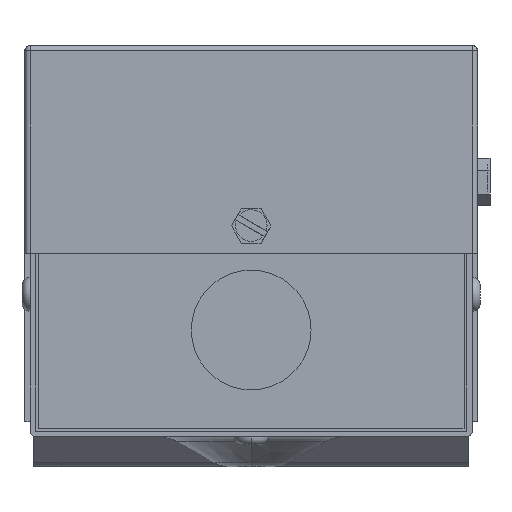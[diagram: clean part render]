
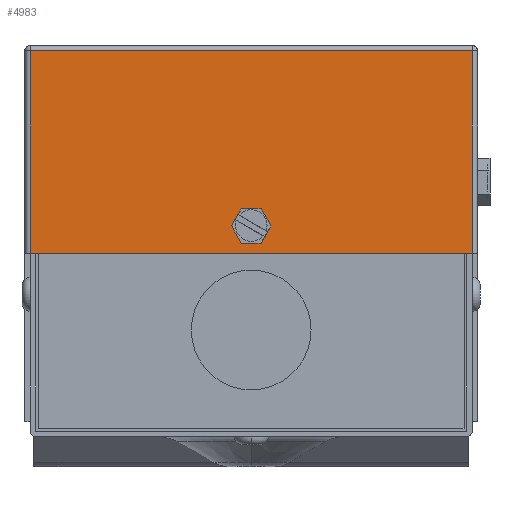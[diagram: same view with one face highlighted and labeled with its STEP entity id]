
A CAD part, front view. The second image highlights one B-rep face of the part: STEP entity #4983.
In plain terms, the highlighted planar face has unit normal (0, -1, 0).
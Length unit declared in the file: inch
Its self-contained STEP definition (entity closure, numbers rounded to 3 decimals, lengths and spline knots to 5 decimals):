
#137 = VECTOR ( 'NONE', #2805, 39.37008 ) ;
#142 = DIRECTION ( 'NONE',  ( 0.5, 0., -0.866 ) ) ;
#202 = DIRECTION ( 'NONE',  ( -0.5, 0., 0.866 ) ) ;
#225 = VERTEX_POINT ( 'NONE', #3809 ) ;
#278 = DIRECTION ( 'NONE',  ( 1., 0., 0. ) ) ;
#390 = VECTOR ( 'NONE', #2938, 39.37008 ) ;
#571 = CARTESIAN_POINT ( 'NONE',  ( -0.14434, -6.81, -1.32 ) ) ;
#579 = CARTESIAN_POINT ( 'NONE',  ( 1.655, -6.81, -1.52 ) ) ;
#693 = ORIENTED_EDGE ( 'NONE', *, *, #3892, .F. ) ;
#763 = EDGE_CURVE ( 'NONE', #2397, #1752, #5636, .T. ) ;
#870 = VECTOR ( 'NONE', #2495, 39.37008 ) ;
#914 = CARTESIAN_POINT ( 'NONE',  ( -1.615, -6.81, -0.04 ) ) ;
#1067 = EDGE_LOOP ( 'NONE', ( #1660, #3818, #1086, #4968 ) ) ;
#1082 = DIRECTION ( 'NONE',  ( -1., 0., 0. ) ) ;
#1086 = ORIENTED_EDGE ( 'NONE', *, *, #763, .T. ) ;
#1099 = VECTOR ( 'NONE', #1082, 39.37008 ) ;
#1144 = CARTESIAN_POINT ( 'NONE',  ( 1.655, -6.81, 0. ) ) ;
#1168 = PLANE ( 'NONE',  #4760 ) ;
#1204 = CARTESIAN_POINT ( 'NONE',  ( -0.14434, -6.81, -1.32 ) ) ;
#1252 = ORIENTED_EDGE ( 'NONE', *, *, #4372, .F. ) ;
#1374 = DIRECTION ( 'NONE',  ( 0.5, 0., 0.866 ) ) ;
#1582 = LINE ( 'NONE', #2370, #137 ) ;
#1592 = DIRECTION ( 'NONE',  ( 0., 0., 1. ) ) ;
#1608 = DIRECTION ( 'NONE',  ( 0., 1., 0. ) ) ;
#1613 = FACE_OUTER_BOUND ( 'NONE', #1067, .T. ) ;
#1660 = ORIENTED_EDGE ( 'NONE', *, *, #3095, .T. ) ;
#1752 = VERTEX_POINT ( 'NONE', #914 ) ;
#1907 = ORIENTED_EDGE ( 'NONE', *, *, #4635, .F. ) ;
#1995 = VERTEX_POINT ( 'NONE', #2514 ) ;
#2171 = VECTOR ( 'NONE', #1374, 39.37008 ) ;
#2370 = CARTESIAN_POINT ( 'NONE',  ( -0.07217, -6.81, -1.195 ) ) ;
#2397 = VERTEX_POINT ( 'NONE', #3617 ) ;
#2469 = CARTESIAN_POINT ( 'NONE',  ( -0.07217, -6.81, -1.445 ) ) ;
#2495 = DIRECTION ( 'NONE',  ( -1., 0., 0. ) ) ;
#2509 = CARTESIAN_POINT ( 'NONE',  ( 0.07217, -6.81, -1.195 ) ) ;
#2514 = CARTESIAN_POINT ( 'NONE',  ( 0.07217, -6.81, -1.445 ) ) ;
#2557 = CARTESIAN_POINT ( 'NONE',  ( 0.07217, -6.81, -1.195 ) ) ;
#2774 = VECTOR ( 'NONE', #1592, 39.37008 ) ;
#2780 = VECTOR ( 'NONE', #202, 39.37008 ) ;
#2792 = ORIENTED_EDGE ( 'NONE', *, *, #3991, .F. ) ;
#2805 = DIRECTION ( 'NONE',  ( -0.5, 0., -0.866 ) ) ;
#2920 = CARTESIAN_POINT ( 'NONE',  ( 1.615, -6.81, 0. ) ) ;
#2938 = DIRECTION ( 'NONE',  ( 0., 0., -1. ) ) ;
#3095 = EDGE_CURVE ( 'NONE', #3140, #3604, #4615, .T. ) ;
#3111 = EDGE_LOOP ( 'NONE', ( #1252, #693, #2792, #3694, #4832, #1907 ) ) ;
#3140 = VERTEX_POINT ( 'NONE', #4112 ) ;
#3382 = VERTEX_POINT ( 'NONE', #3786 ) ;
#3604 = VERTEX_POINT ( 'NONE', #4340 ) ;
#3617 = CARTESIAN_POINT ( 'NONE',  ( 1.615, -6.81, -0.04 ) ) ;
#3686 = CARTESIAN_POINT ( 'NONE',  ( 1.655, -6.81, -0.04 ) ) ;
#3694 = ORIENTED_EDGE ( 'NONE', *, *, #4121, .F. ) ;
#3741 = LINE ( 'NONE', #3807, #390 ) ;
#3786 = CARTESIAN_POINT ( 'NONE',  ( -0.07217, -6.81, -1.195 ) ) ;
#3807 = CARTESIAN_POINT ( 'NONE',  ( -1.615, -6.81, 0. ) ) ;
#3809 = CARTESIAN_POINT ( 'NONE',  ( 0.14434, -6.81, -1.32 ) ) ;
#3818 = ORIENTED_EDGE ( 'NONE', *, *, #4965, .T. ) ;
#3892 = EDGE_CURVE ( 'NONE', #4724, #5345, #4034, .T. ) ;
#3900 = VECTOR ( 'NONE', #142, 39.37008 ) ;
#3930 = FACE_BOUND ( 'NONE', #3111, .T. ) ;
#3988 = CARTESIAN_POINT ( 'NONE',  ( 0.07217, -6.81, -1.445 ) ) ;
#3991 = EDGE_CURVE ( 'NONE', #3382, #4724, #1582, .T. ) ;
#4034 = LINE ( 'NONE', #1204, #3900 ) ;
#4085 = DIRECTION ( 'NONE',  ( 1., 0., 0. ) ) ;
#4093 = CARTESIAN_POINT ( 'NONE',  ( 0.14434, -6.81, -1.32 ) ) ;
#4112 = CARTESIAN_POINT ( 'NONE',  ( -1.615, -6.81, -1.52 ) ) ;
#4121 = EDGE_CURVE ( 'NONE', #4182, #3382, #4231, .T. ) ;
#4159 = LINE ( 'NONE', #2469, #5314 ) ;
#4182 = VERTEX_POINT ( 'NONE', #2557 ) ;
#4231 = LINE ( 'NONE', #2509, #870 ) ;
#4233 = EDGE_CURVE ( 'NONE', #225, #4182, #5111, .T. ) ;
#4340 = CARTESIAN_POINT ( 'NONE',  ( 1.615, -6.81, -1.52 ) ) ;
#4372 = EDGE_CURVE ( 'NONE', #5345, #1995, #4159, .T. ) ;
#4463 = VECTOR ( 'NONE', #4085, 39.37008 ) ;
#4477 = EDGE_CURVE ( 'NONE', #1752, #3140, #3741, .T. ) ;
#4615 = LINE ( 'NONE', #579, #4463 ) ;
#4635 = EDGE_CURVE ( 'NONE', #1995, #225, #5542, .T. ) ;
#4683 = DIRECTION ( 'NONE',  ( 0., 0., 1. ) ) ;
#4724 = VERTEX_POINT ( 'NONE', #571 ) ;
#4760 = AXIS2_PLACEMENT_3D ( 'NONE', #1144, #1608, #4683 ) ;
#4832 = ORIENTED_EDGE ( 'NONE', *, *, #4233, .F. ) ;
#4965 = EDGE_CURVE ( 'NONE', #3604, #2397, #5106, .T. ) ;
#4968 = ORIENTED_EDGE ( 'NONE', *, *, #4477, .T. ) ;
#4983 = ADVANCED_FACE ( 'NONE', ( #1613, #3930 ), #1168, .F. ) ;
#5106 = LINE ( 'NONE', #2920, #2774 ) ;
#5111 = LINE ( 'NONE', #4093, #2780 ) ;
#5314 = VECTOR ( 'NONE', #278, 39.37008 ) ;
#5345 = VERTEX_POINT ( 'NONE', #5669 ) ;
#5542 = LINE ( 'NONE', #3988, #2171 ) ;
#5636 = LINE ( 'NONE', #3686, #1099 ) ;
#5669 = CARTESIAN_POINT ( 'NONE',  ( -0.07217, -6.81, -1.445 ) ) ;
